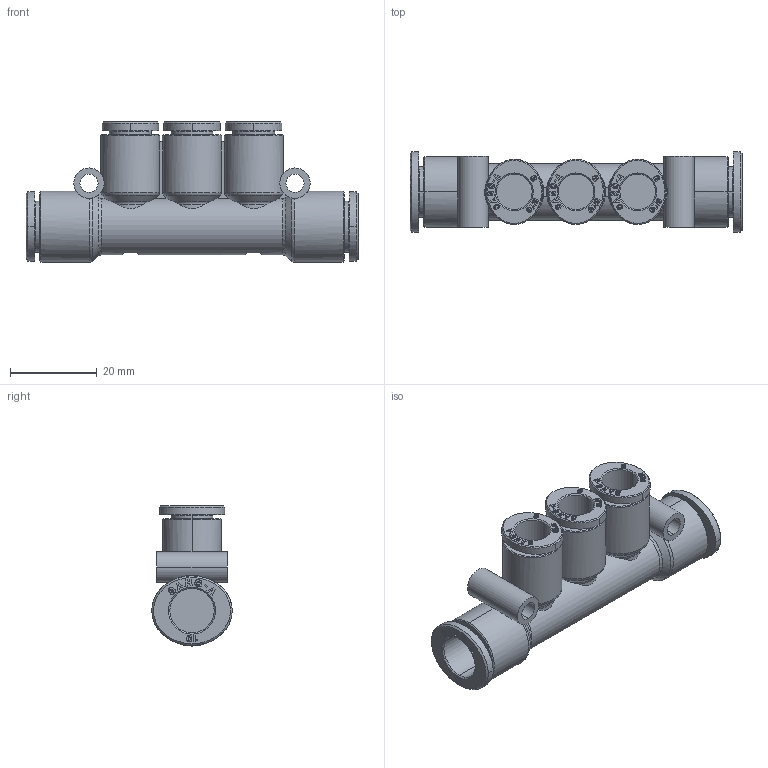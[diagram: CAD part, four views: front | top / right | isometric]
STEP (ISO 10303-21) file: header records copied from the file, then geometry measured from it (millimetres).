
FILE_DESCRIPTION((''),'2;1');
FILE_NAME('GPKG_1008(3D).stp','2017-07-14T16:27:14',(''),(''),'Mechanical Desktop 2009','Mechanical Desktop 2009',', , ');
FILE_SCHEMA(('CONFIG_CONTROL_DESIGN'));
Length unit declared in the file: millimetre
Products named in the file (2): GPKG_1008(3D); ºÎÇ°1
Assembly tree (1 placements, depth 2):
  GPKG_1008(3D)
    ºÎÇ°1
Bounding box: 76.4 x 18.5 x 32.25 mm (x, y, z)
Volume: 14767.4 mm3; surface area: 10890.7 mm2
Topology: 1 solids, 1 shells, 1989 faces, 5675 edges, 3775 vertices
Faces by surface type: plane 1791, bspline 87, cylinder 65, cone 38, torus 8
Entity records: 67005 total; most frequent: CARTESIAN_POINT 15262, ORIENTED_EDGE 11350, DIRECTION 9661, EDGE_CURVE 5675, VECTOR 5235, LINE 5235, VERTEX_POINT 3775, AXIS2_PLACEMENT_3D 2213
